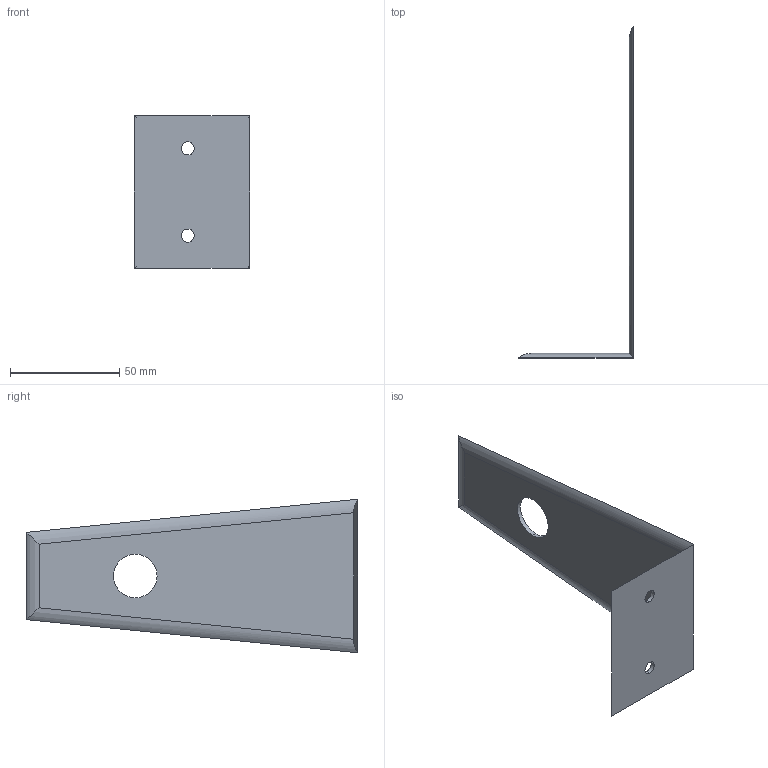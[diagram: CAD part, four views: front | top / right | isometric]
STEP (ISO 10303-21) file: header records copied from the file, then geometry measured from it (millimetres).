
FILE_DESCRIPTION (( 'STEP AP214' ), '1' );
FILE_NAME ('piston cylinder 10 mm clamp.STEP', '2019-02-19T20:05:49', ( '' ), ( '' ), 'SwSTEP 2.0', 'SolidWorks 2017', '' );
FILE_SCHEMA (( 'AUTOMOTIVE_DESIGN' ));
Length unit declared in the file: millimetre
Products named in the file (1): piston cylinder 10 mm clamp
Bounding box: 52.8 x 152 x 70 mm (x, y, z)
Volume: 21223.5 mm3; surface area: 23587.6 mm2
Topology: 1 solids, 1 shells, 18 faces, 46 edges, 30 vertices
Faces by surface type: cylinder 12, plane 6
Entity records: 612 total; most frequent: CARTESIAN_POINT 143, ORIENTED_EDGE 92, DIRECTION 86, EDGE_CURVE 46, AXIS2_PLACEMENT_3D 31, VERTEX_POINT 30, EDGE_LOOP 24, VECTOR 24
